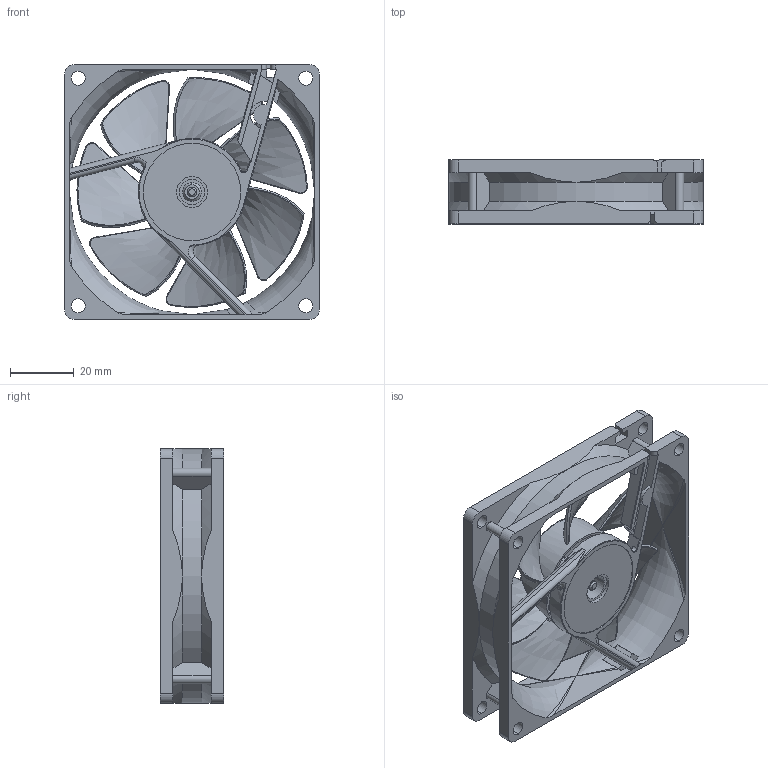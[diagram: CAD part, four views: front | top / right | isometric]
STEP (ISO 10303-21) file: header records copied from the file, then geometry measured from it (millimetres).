
FILE_DESCRIPTION((''),'2;1');
FILE_NAME('8020_ASM','2019-05-02T',('Administrator'),(''),'PRO/ENGINEER BY PARAMETRIC TECHNOLOGY CORPORATION, 2009440','PRO/ENGINEER BY PARAMETRIC TECHNOLOGY CORPORATION, 2009440','');
FILE_SCHEMA(('CONFIG_CONTROL_DESIGN'));
Length unit declared in the file: millimetre
Products named in the file (3): 8020-2BSHANK; 8020-2BDSHANYE; 8020_ASM
Assembly tree (2 placements, depth 2):
  8020_ASM
    8020-2BSHANK
    8020-2BDSHANYE
Bounding box: 80 x 20 x 80 mm (x, y, z)
Volume: 25446.8 mm3; surface area: 31354.8 mm2
Topology: 2 solids, 2 shells, 350 faces, 907 edges, 569 vertices
Faces by surface type: plane 107, bspline 100, cylinder 89, cone 32, torus 16, sphere 6
Entity records: 18991 total; most frequent: CARTESIAN_POINT 11041, ORIENTED_EDGE 1814, DIRECTION 1410, EDGE_CURVE 907, VERTEX_POINT 569, AXIS2_PLACEMENT_3D 543, EDGE_LOOP 384, FACE_OUTER_BOUND 350
